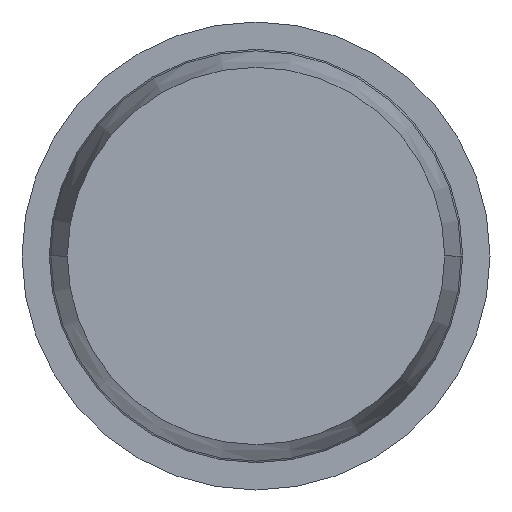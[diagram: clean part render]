
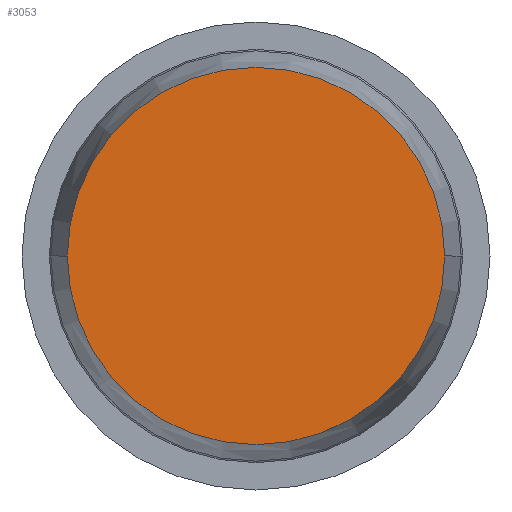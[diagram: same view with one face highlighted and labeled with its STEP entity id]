
A CAD part, front view. The second image highlights one B-rep face of the part: STEP entity #3053.
In plain terms, the highlighted planar face has unit normal (0, -1, 0).
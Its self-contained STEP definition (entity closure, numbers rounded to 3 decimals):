
#141 = DIRECTION ( 'NONE',  ( 1., 0., 0. ) ) ;
#423 = FACE_OUTER_BOUND ( 'NONE', #4130, .T. ) ;
#550 = DIRECTION ( 'NONE',  ( 0., -1., 0. ) ) ;
#932 = CARTESIAN_POINT ( 'NONE',  ( 0., -19., 0. ) ) ;
#1635 = PLANE ( 'NONE',  #3806 ) ;
#1714 = DIRECTION ( 'NONE',  ( 1., 0., 0. ) ) ;
#1933 = VERTEX_POINT ( 'NONE', #3152 ) ;
#2027 = CIRCLE ( 'NONE', #3575, 1.209 ) ;
#2196 = CARTESIAN_POINT ( 'NONE',  ( -1.209, -19., 0. ) ) ;
#2650 = EDGE_CURVE ( 'Defeature ausgef�hrt1_0+Defeature ausgef�hrt1_10+Defeature ausgef�hrt1_10+Defeature ausgef�hrt1_10', #3959, #1933, #4966, .T. ) ;
#3036 = ORIENTED_EDGE ( 'NONE', *, *, #2650, .T. ) ;
#3053 = ADVANCED_FACE ( 'Defeature ausgef�hrt1_0', ( #423 ), #1635, .T. ) ;
#3152 = CARTESIAN_POINT ( 'NONE',  ( 1.209, -19., 0. ) ) ;
#3575 = AXIS2_PLACEMENT_3D ( 'NONE', #932, #550, #4410 ) ;
#3651 = CARTESIAN_POINT ( 'NONE',  ( 0., -19., 0. ) ) ;
#3677 = DIRECTION ( 'NONE',  ( 0., -1., 0. ) ) ;
#3806 = AXIS2_PLACEMENT_3D ( 'NONE', #4770, #3955, #141 ) ;
#3955 = DIRECTION ( 'NONE',  ( 0., -1., 0. ) ) ;
#3959 = VERTEX_POINT ( 'NONE', #2196 ) ;
#4070 = EDGE_CURVE ( 'Defeature ausgef�hrt1_0+Defeature ausgef�hrt1_10+Defeature ausgef�hrt1_10+Defeature ausgef�hrt1_10', #1933, #3959, #2027, .T. ) ;
#4130 = EDGE_LOOP ( 'NONE', ( #3036, #4888 ) ) ;
#4410 = DIRECTION ( 'NONE',  ( 1., 0., 0. ) ) ;
#4575 = AXIS2_PLACEMENT_3D ( 'NONE', #3651, #3677, #1714 ) ;
#4770 = CARTESIAN_POINT ( 'NONE',  ( 0., -19., 0. ) ) ;
#4888 = ORIENTED_EDGE ( 'NONE', *, *, #4070, .T. ) ;
#4966 = CIRCLE ( 'NONE', #4575, 1.209 ) ;
